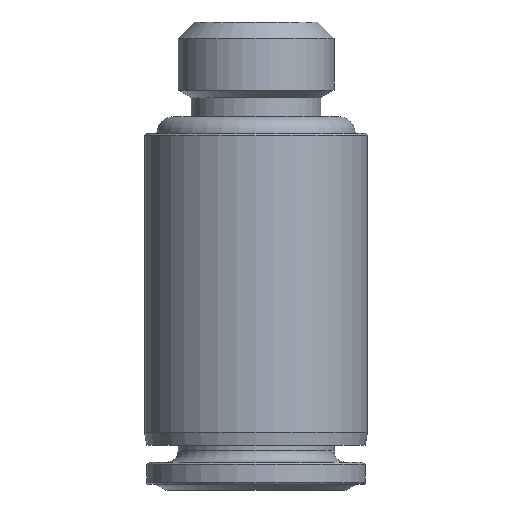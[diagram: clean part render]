
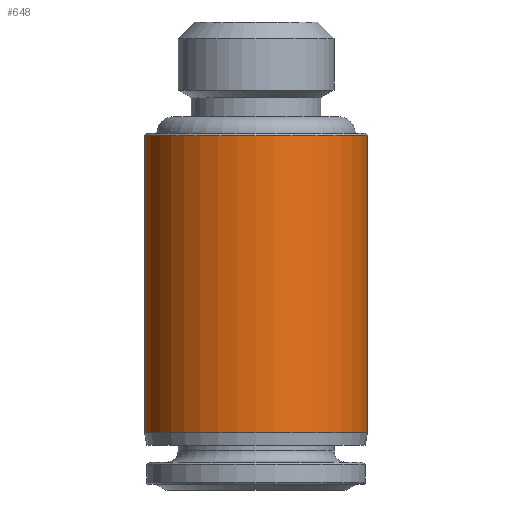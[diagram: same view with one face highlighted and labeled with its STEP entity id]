
A CAD part, front view. The second image highlights one B-rep face of the part: STEP entity #648.
In plain terms, the highlighted cylindrical face has radius 5 mm (diameter 10 mm), a full revolution.
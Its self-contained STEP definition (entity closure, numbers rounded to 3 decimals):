
#25=CYLINDRICAL_SURFACE('',#697,5.);
#40=CIRCLE('',#696,5.);
#41=CIRCLE('',#698,5.);
#115=ORIENTED_EDGE('',*,*,#188,.F.);
#116=ORIENTED_EDGE('',*,*,#187,.T.);
#187=EDGE_CURVE('',#225,#225,#40,.T.);
#188=EDGE_CURVE('',#226,#226,#41,.T.);
#225=VERTEX_POINT('',#949);
#226=VERTEX_POINT('',#952);
#291=EDGE_LOOP('',(#115));
#292=EDGE_LOOP('',(#116));
#351=FACE_BOUND('',#291,.T.);
#352=FACE_BOUND('',#292,.T.);
#648=ADVANCED_FACE('',(#351,#352),#25,.T.);
#696=AXIS2_PLACEMENT_3D('',#948,#795,#796);
#697=AXIS2_PLACEMENT_3D('',#950,#797,#798);
#698=AXIS2_PLACEMENT_3D('',#951,#799,#800);
#795=DIRECTION('',(0.,0.,-1.));
#796=DIRECTION('',(-1.,0.,0.));
#797=DIRECTION('',(0.,0.,-1.));
#798=DIRECTION('',(-1.,0.,0.));
#799=DIRECTION('',(0.,0.,-1.));
#800=DIRECTION('',(-1.,0.,0.));
#948=CARTESIAN_POINT('',(0.,0.,-5.1));
#949=CARTESIAN_POINT('',(-5.,0.,-5.1));
#950=CARTESIAN_POINT('',(0.,0.,-21.));
#951=CARTESIAN_POINT('',(0.,0.,-18.433));
#952=CARTESIAN_POINT('',(-5.,0.,-18.433));
